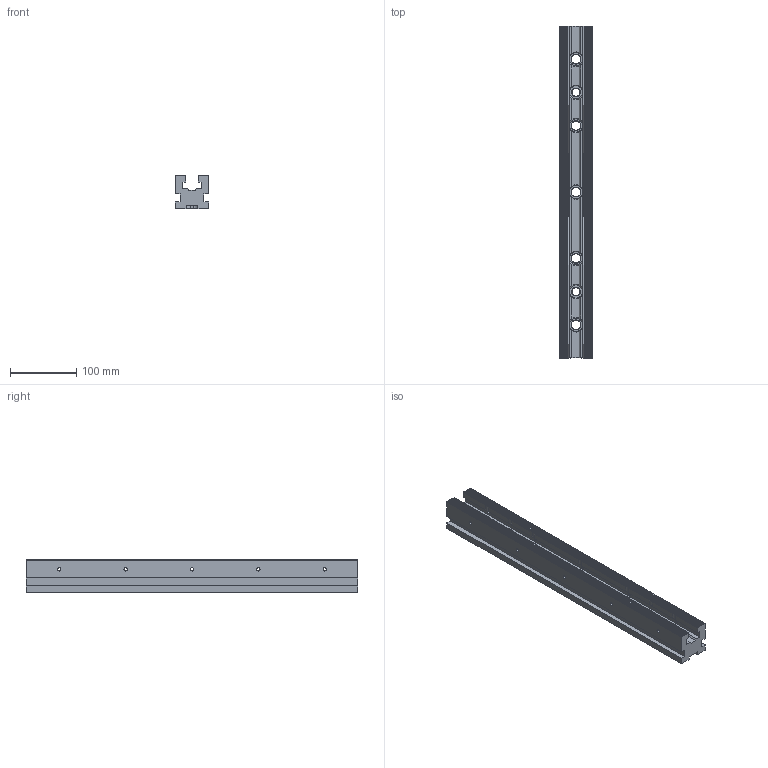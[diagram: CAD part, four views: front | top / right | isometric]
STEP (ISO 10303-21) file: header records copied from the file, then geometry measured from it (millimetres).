
FILE_DESCRIPTION( ( 'Unknown' ), '1' );
FILE_NAME( 'SVF-AB01-5050-100.stp', 'Unknown', ( 'Unknown' ), ( 'Unknown' ), 'PSStep 17.0.49', 'Unknown', ' ' );
FILE_SCHEMA( ( 'AUTOMOTIVE_DESIGN { 1 0 10303 214 1 1 1 1 }' ) );
Length unit declared in the file: millimetre
Products named in the file (1): 1
Bounding box: 50 x 500 x 50 mm (x, y, z)
Volume: 860927.1 mm3; surface area: 160482.7 mm2
Topology: 1 solids, 1 shells, 2164 faces, 6489 edges, 4327 vertices
Faces by surface type: plane 2076, cone 44, cylinder 44
Full cylindrical faces by diameter (mm): 5 x12, 12 x2, 14 x5, 20 x7
Entity records: 88574 total; most frequent: CARTESIAN_POINT 13053, ORIENTED_EDGE 12838, DIRECTION 10872, EDGE_CURVE 6419, LINE 6184, VECTOR 6184, VERTEX_POINT 4301, AXIS2_PLACEMENT_3D 2344
